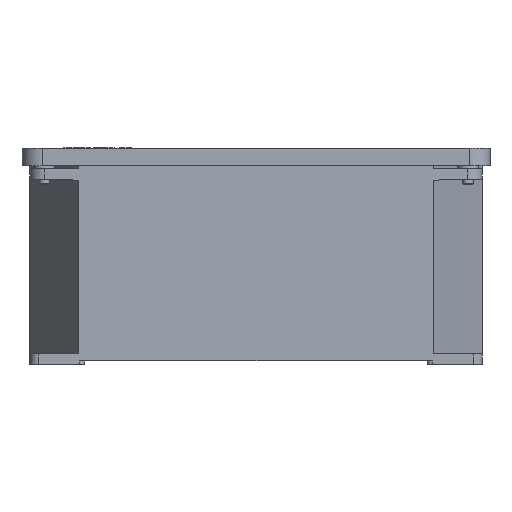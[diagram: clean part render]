
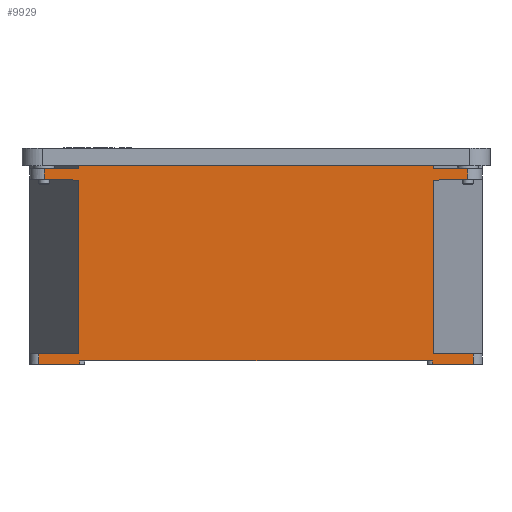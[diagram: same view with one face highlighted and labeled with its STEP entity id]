
A CAD part, front view. The second image highlights one B-rep face of the part: STEP entity #9929.
In plain terms, the highlighted free-form (B-spline) face has degree [1, 1] with [2, 2] control points.
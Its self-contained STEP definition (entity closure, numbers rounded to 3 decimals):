
#1017=CARTESIAN_POINT('V99',(-12.751,-9.534,
   -2.0));
#1018=VERTEX_POINT('V99',#1017);
#1032=CARTESIAN_POINT('V100',(-12.751,-9.534,
   4.0));
#1033=VERTEX_POINT('V100',#1032);
#1034=CARTESIAN_POINT('E103',(-12.751,-9.534,
   4.0));
#1035=CARTESIAN_POINT('E103',(-12.751,-9.534,
   -2.0));
#1036=QUASI_UNIFORM_CURVE('E103',1,(#1034,#1035),.POLYLINE_FORM.,.F.,
   .U.);
#1037=EDGE_CURVE('E103',#1033,#1018,#1036,.T.);
#1090=CARTESIAN_POINT('V51',(10.249,-9.534,
   0.));
#1091=VERTEX_POINT('V51',#1090);
#1105=CARTESIAN_POINT('V52',(10.249,-9.534,
   -2.0));
#1106=VERTEX_POINT('V52',#1105);
#1107=CARTESIAN_POINT('E55',(10.249,-9.534,
   -2.0));
#1108=CARTESIAN_POINT('E55',(10.249,-9.534,
   0.0));
#1109=QUASI_UNIFORM_CURVE('E55',1,(#1107,#1108),.POLYLINE_FORM.,.F.,
   .U.);
#1110=EDGE_CURVE('E55',#1106,#1091,#1109,.T.);
#1389=CARTESIAN_POINT('E279',(-12.751,-9.534,
   -2.0));
#1390=CARTESIAN_POINT('E279',(10.249,-9.534,
   -2.0));
#1391=QUASI_UNIFORM_CURVE('E279',1,(#1389,#1390),.POLYLINE_FORM.,.F.,
   .U.);
#1392=EDGE_CURVE('E279',#1018,#1106,#1391,.T.);
#1455=CARTESIAN_POINT('V140',(9.749,-9.534,
   4.0));
#1456=VERTEX_POINT('V140',#1455);
#1457=CARTESIAN_POINT('E243',(9.749,-9.534,
   4.0));
#1458=CARTESIAN_POINT('E243',(-12.751,-9.534,
   4.0));
#1459=QUASI_UNIFORM_CURVE('E243',1,(#1457,#1458),.POLYLINE_FORM.,.F.,
   .U.);
#1460=EDGE_CURVE('E243',#1456,#1033,#1459,.T.);
#1483=CARTESIAN_POINT('V119',(9.749,-9.534,
   102.02));
#1484=VERTEX_POINT('V119',#1483);
#1485=CARTESIAN_POINT('E162',(9.749,-9.534,
   102.02));
#1486=CARTESIAN_POINT('E162',(9.749,-9.534,
   4.0));
#1487=QUASI_UNIFORM_CURVE('E162',1,(#1485,#1486),.POLYLINE_FORM.,.F.,
   .U.);
#1488=EDGE_CURVE('E162',#1484,#1456,#1487,.T.);
#1784=CARTESIAN_POINT('V87',(209.249,-9.534,
   -2.0));
#1785=VERTEX_POINT('V87',#1784);
#1799=CARTESIAN_POINT('V88',(209.249,-9.534,
   0.));
#1800=VERTEX_POINT('V88',#1799);
#1801=CARTESIAN_POINT('E91',(209.249,-9.534,
   0.0));
#1802=CARTESIAN_POINT('E91',(209.249,-9.534,
   -2.0));
#1803=QUASI_UNIFORM_CURVE('E91',1,(#1801,#1802),.POLYLINE_FORM.,.F.,
   .U.);
#1804=EDGE_CURVE('E91',#1800,#1785,#1803,.T.);
#2037=CARTESIAN_POINT('V8',(232.249,-9.534,
   -2.0));
#2038=VERTEX_POINT('V8',#2037);
#2052=CARTESIAN_POINT('E282',(209.249,-9.534,
   -2.0));
#2053=CARTESIAN_POINT('E282',(232.249,-9.534,
   -2.0));
#2054=QUASI_UNIFORM_CURVE('E282',1,(#2052,#2053),.POLYLINE_FORM.,.F.,
   .U.);
#2055=EDGE_CURVE('E282',#1785,#2038,#2054,.T.);
#2115=CARTESIAN_POINT('V7',(232.249,-9.534,
   4.0));
#2116=VERTEX_POINT('V7',#2115);
#2130=CARTESIAN_POINT('E7',(232.249,-9.534,
   -2.0));
#2131=CARTESIAN_POINT('E7',(232.249,-9.534,
   4.0));
#2132=QUASI_UNIFORM_CURVE('E7',1,(#2130,#2131),.POLYLINE_FORM.,.F.,
   .U.);
#2133=EDGE_CURVE('E7',#2038,#2116,#2132,.T.);
#2146=CARTESIAN_POINT('V136',(209.749,-9.534,
   4.0));
#2147=VERTEX_POINT('V136',#2146);
#2153=CARTESIAN_POINT('E272',(232.249,-9.534,
   4.0));
#2154=CARTESIAN_POINT('E272',(209.749,-9.534,
   4.0));
#2155=QUASI_UNIFORM_CURVE('E272',1,(#2153,#2154),.POLYLINE_FORM.,.F.,
   .U.);
#2156=EDGE_CURVE('E272',#2116,#2147,#2155,.T.);
#2185=CARTESIAN_POINT('V124',(209.749,-9.534,
   102.02));
#2186=VERTEX_POINT('V124',#2185);
#2192=CARTESIAN_POINT('E154',(209.749,-9.534,
   4.0));
#2193=CARTESIAN_POINT('E154',(209.749,-9.534,
   102.02));
#2194=QUASI_UNIFORM_CURVE('E154',1,(#2192,#2193),.POLYLINE_FORM.,.F.,
   .U.);
#2195=EDGE_CURVE('E154',#2147,#2186,#2194,.T.);
#8324=CARTESIAN_POINT('V137',(209.749,-9.534,
   108.5));
#8325=VERTEX_POINT('V137',#8324);
#8333=CARTESIAN_POINT('V102',(229.249,-9.534,
   108.5));
#8334=VERTEX_POINT('V102',#8333);
#8335=CARTESIAN_POINT('E157',(229.249,-9.534,
   108.5));
#8336=CARTESIAN_POINT('E157',(209.749,-9.534,
   108.5));
#8337=QUASI_UNIFORM_CURVE('E157',1,(#8335,#8336),.POLYLINE_FORM.,.F.,
   .U.);
#8338=EDGE_CURVE('E157',#8334,#8325,#8337,.T.);
#8374=CARTESIAN_POINT('V25',(209.749,-9.534,
   112.5));
#8375=VERTEX_POINT('V25',#8374);
#8381=CARTESIAN_POINT('E296',(209.749,-9.534,
   108.5));
#8382=CARTESIAN_POINT('E296',(209.749,-9.534,
   112.5));
#8383=QUASI_UNIFORM_CURVE('E296',1,(#8381,#8382),.POLYLINE_FORM.,.F.,
   .U.);
#8384=EDGE_CURVE('E296',#8325,#8375,#8383,.T.);
#8699=CARTESIAN_POINT('V108',(-9.751,-9.534,
   108.5));
#8700=VERTEX_POINT('V108',#8699);
#8714=CARTESIAN_POINT('V122',(9.749,-9.534,
   108.5));
#8715=VERTEX_POINT('V122',#8714);
#8716=CARTESIAN_POINT('E132',(9.749,-9.534,
   108.5));
#8717=CARTESIAN_POINT('E132',(-9.751,-9.534,
   108.5));
#8718=QUASI_UNIFORM_CURVE('E132',1,(#8716,#8717),.POLYLINE_FORM.,.F.,
   .U.);
#8719=EDGE_CURVE('E132',#8715,#8700,#8718,.T.);
#8738=CARTESIAN_POINT('V24',(9.749,-9.534,
   112.5));
#8739=VERTEX_POINT('V24',#8738);
#8740=CARTESIAN_POINT('E297',(9.749,-9.534,
   112.5));
#8741=CARTESIAN_POINT('E297',(9.749,-9.534,
   108.5));
#8742=QUASI_UNIFORM_CURVE('E297',1,(#8740,#8741),.POLYLINE_FORM.,.F.,
   .U.);
#8743=EDGE_CURVE('E297',#8739,#8715,#8742,.T.);
#9212=CARTESIAN_POINT('E27',(209.749,-9.534,
   112.5));
#9213=CARTESIAN_POINT('E27',(9.749,-9.534,
   112.5));
#9214=QUASI_UNIFORM_CURVE('E27',1,(#9212,#9213),.POLYLINE_FORM.,.F.,
   .U.);
#9215=EDGE_CURVE('E27',#8375,#8739,#9214,.T.);
#9823=CARTESIAN_POINT('V101',(229.249,-9.534,
   102.36));
#9824=VERTEX_POINT('V101',#9823);
#9838=CARTESIAN_POINT('E136',(209.749,-9.534,
   102.02));
#9839=CARTESIAN_POINT('E136',(229.249,-9.534,
   102.36));
#9840=QUASI_UNIFORM_CURVE('E136',1,(#9838,#9839),.POLYLINE_FORM.,.F.,
   .U.);
#9841=EDGE_CURVE('E136',#2186,#9824,#9840,.T.);
#9877=CARTESIAN_POINT('E105',(229.249,-9.534,
   102.36));
#9878=CARTESIAN_POINT('E105',(229.249,-9.534,
   108.5));
#9879=QUASI_UNIFORM_CURVE('E105',1,(#9877,#9878),.POLYLINE_FORM.,.F.,
   .U.);
#9880=EDGE_CURVE('E105',#9824,#8334,#9879,.T.);
#9888=CARTESIAN_POINT('F102',(244.499,-9.534,
   118.225));
#9889=CARTESIAN_POINT('F102',(-25.001,-9.534,
   118.225));
#9890=CARTESIAN_POINT('F102',(244.499,-9.534,
   -7.725));
#9891=CARTESIAN_POINT('F102',(-25.001,-9.534,
   -7.725));
#9892=B_SPLINE_SURFACE_WITH_KNOTS('F102',1,1,((#9888,#9890),(
   #9889,#9891)),.PLANE_SURF.,.F.,.F.,.U.,(2,2),(2,2),(0.0,
   2.14),(0.0,1.0),.UNSPECIFIED.);
#9893=ORIENTED_EDGE('E105',*,*,#9880,.T.);
#9894=ORIENTED_EDGE('E157',*,*,#8338,.T.);
#9895=ORIENTED_EDGE('E296',*,*,#8384,.T.);
#9896=ORIENTED_EDGE('E27',*,*,#9215,.T.);
#9897=ORIENTED_EDGE('E297',*,*,#8743,.T.);
#9898=ORIENTED_EDGE('E132',*,*,#8719,.T.);
#9899=CARTESIAN_POINT('V107',(-9.751,-9.534,
   102.36));
#9900=VERTEX_POINT('V107',#9899);
#9901=CARTESIAN_POINT('E111',(-9.751,-9.534,
   108.5));
#9902=CARTESIAN_POINT('E111',(-9.751,-9.534,
   102.36));
#9903=QUASI_UNIFORM_CURVE('E111',1,(#9901,#9902),.POLYLINE_FORM.,.F.,
   .U.);
#9904=EDGE_CURVE('E111',#8700,#9900,#9903,.T.);
#9905=ORIENTED_EDGE('E111',*,*,#9904,.T.);
#9906=CARTESIAN_POINT('E127',(-9.751,-9.534,
   102.36));
#9907=CARTESIAN_POINT('E127',(9.749,-9.534,
   102.02));
#9908=QUASI_UNIFORM_CURVE('E127',1,(#9906,#9907),.POLYLINE_FORM.,.F.,
   .U.);
#9909=EDGE_CURVE('E127',#9900,#1484,#9908,.T.);
#9910=ORIENTED_EDGE('E127',*,*,#9909,.T.);
#9911=ORIENTED_EDGE('E162',*,*,#1488,.T.);
#9912=ORIENTED_EDGE('E243',*,*,#1460,.T.);
#9913=ORIENTED_EDGE('E103',*,*,#1037,.T.);
#9914=ORIENTED_EDGE('E279',*,*,#1392,.T.);
#9915=ORIENTED_EDGE('E55',*,*,#1110,.T.);
#9916=CARTESIAN_POINT('E302',(10.249,-9.534,
   0.0));
#9917=CARTESIAN_POINT('E302',(209.249,-9.534,
   0.0));
#9918=QUASI_UNIFORM_CURVE('E302',1,(#9916,#9917),.POLYLINE_FORM.,.F.,
   .U.);
#9919=EDGE_CURVE('E302',#1091,#1800,#9918,.T.);
#9920=ORIENTED_EDGE('E302',*,*,#9919,.T.);
#9921=ORIENTED_EDGE('E91',*,*,#1804,.T.);
#9922=ORIENTED_EDGE('E282',*,*,#2055,.T.);
#9923=ORIENTED_EDGE('E7',*,*,#2133,.T.);
#9924=ORIENTED_EDGE('E272',*,*,#2156,.T.);
#9925=ORIENTED_EDGE('F38',*,*,#2195,.T.);
#9926=ORIENTED_EDGE('E136',*,*,#9841,.T.);
#9927=EDGE_LOOP('F102',(#9893,#9894,#9895,#9896,#9897,#9898,#9905,
   #9910,#9911,#9912,#9913,#9914,#9915,#9920,#9921,#9922,#9923,#9924,
   #9925,#9926));
#9928=FACE_OUTER_BOUND('F102',#9927,.T.);
#9929=ADVANCED_FACE('F102',(#9928),#9892,.T.);
